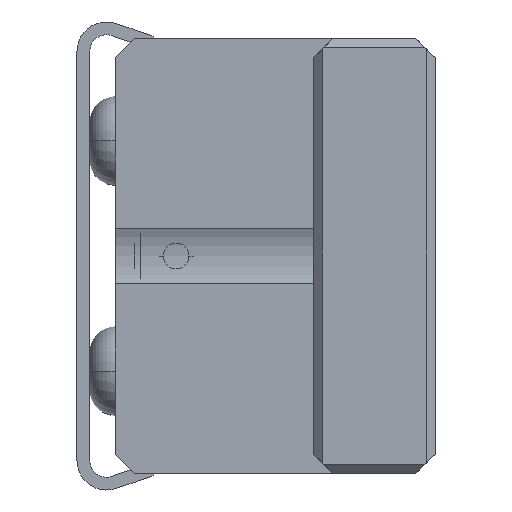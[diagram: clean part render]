
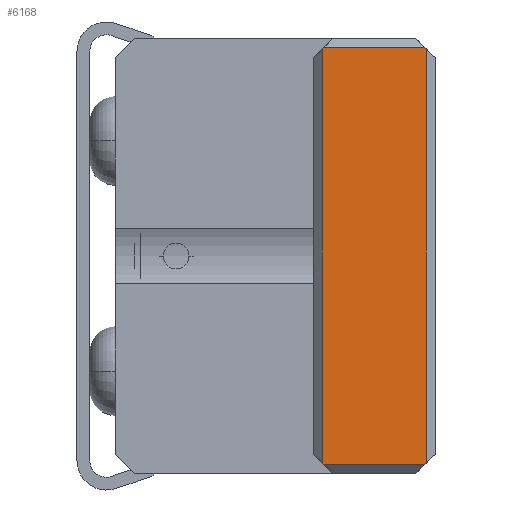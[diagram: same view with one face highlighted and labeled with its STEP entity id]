
A CAD part, left-side view. The second image highlights one B-rep face of the part: STEP entity #6168.
In plain terms, the highlighted planar face has unit normal (-1, 0, 0).
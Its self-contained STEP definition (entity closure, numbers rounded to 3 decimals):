
#65 = ORIENTED_EDGE ( 'NONE', *, *, #2561, .T. ) ;
#107 = VERTEX_POINT ( 'NONE', #2635 ) ;
#187 = VECTOR ( 'NONE', #3582, 1000. ) ;
#243 = LINE ( 'NONE', #6595, #2667 ) ;
#313 = CARTESIAN_POINT ( 'NONE',  ( 0., 8.8, -16.2 ) ) ;
#322 = DIRECTION ( 'NONE',  ( 0., -1., 0. ) ) ;
#361 = CARTESIAN_POINT ( 'NONE',  ( 0., 8.7, 16.3 ) ) ;
#379 = VECTOR ( 'NONE', #2201, 1000. ) ;
#467 = EDGE_CURVE ( 'NONE', #4220, #1388, #1504, .T. ) ;
#577 = CARTESIAN_POINT ( 'NONE',  ( 0., 8.75, 16.25 ) ) ;
#748 = EDGE_CURVE ( 'NONE', #5166, #3237, #820, .T. ) ;
#820 = LINE ( 'NONE', #5041, #5812 ) ;
#899 = LINE ( 'NONE', #2529, #3780 ) ;
#922 = LINE ( 'NONE', #1454, #3118 ) ;
#997 = EDGE_CURVE ( 'NONE', #5166, #107, #6594, .T. ) ;
#1050 = ORIENTED_EDGE ( 'NONE', *, *, #467, .T. ) ;
#1087 = ORIENTED_EDGE ( 'NONE', *, *, #2176, .F. ) ;
#1266 = DIRECTION ( 'NONE',  ( 0., 0.707, 0.707 ) ) ;
#1388 = VERTEX_POINT ( 'NONE', #3029 ) ;
#1454 = CARTESIAN_POINT ( 'NONE',  ( 0., 8.8, 0. ) ) ;
#1504 = LINE ( 'NONE', #3666, #2409 ) ;
#1637 = CARTESIAN_POINT ( 'NONE',  ( 0., 9.5, -15.5 ) ) ;
#1938 = ORIENTED_EDGE ( 'NONE', *, *, #5400, .T. ) ;
#1979 = FACE_OUTER_BOUND ( 'NONE', #4183, .T. ) ;
#2061 = CARTESIAN_POINT ( 'NONE',  ( 0., 8.7, -16.3 ) ) ;
#2130 = DIRECTION ( 'NONE',  ( 0., 0.707, 0.707 ) ) ;
#2176 = EDGE_CURVE ( 'NONE', #4337, #1388, #899, .T. ) ;
#2201 = DIRECTION ( 'NONE',  ( 0., 0.707, -0.707 ) ) ;
#2409 = VECTOR ( 'NONE', #2606, 1000. ) ;
#2511 = VERTEX_POINT ( 'NONE', #313 ) ;
#2529 = CARTESIAN_POINT ( 'NONE',  ( 0., 0.7, 0. ) ) ;
#2561 = EDGE_CURVE ( 'NONE', #107, #2511, #922, .T. ) ;
#2606 = DIRECTION ( 'NONE',  ( 0., -0.707, 0.707 ) ) ;
#2635 = CARTESIAN_POINT ( 'NONE',  ( 0., 8.8, 16.2 ) ) ;
#2667 = VECTOR ( 'NONE', #1266, 1000. ) ;
#2684 = ORIENTED_EDGE ( 'NONE', *, *, #5574, .T. ) ;
#3005 = ORIENTED_EDGE ( 'NONE', *, *, #5874, .F. ) ;
#3029 = CARTESIAN_POINT ( 'NONE',  ( 0., 0.7, -16.2 ) ) ;
#3118 = VECTOR ( 'NONE', #3613, 1000. ) ;
#3124 = LINE ( 'NONE', #4754, #187 ) ;
#3189 = LINE ( 'NONE', #1637, #6301 ) ;
#3237 = VERTEX_POINT ( 'NONE', #5880 ) ;
#3446 = CARTESIAN_POINT ( 'NONE',  ( 0., 0.7, 16.2 ) ) ;
#3582 = DIRECTION ( 'NONE',  ( 0., -1., 0. ) ) ;
#3613 = DIRECTION ( 'NONE',  ( 0., 0., -1. ) ) ;
#3666 = CARTESIAN_POINT ( 'NONE',  ( 0., 0.75, -16.25 ) ) ;
#3780 = VECTOR ( 'NONE', #5793, 1000. ) ;
#4139 = CARTESIAN_POINT ( 'NONE',  ( 0., 8.8, 16.3 ) ) ;
#4174 = ORIENTED_EDGE ( 'NONE', *, *, #997, .T. ) ;
#4183 = EDGE_LOOP ( 'NONE', ( #3005, #2684, #1050, #1087, #1938, #5723, #4174, #65 ) ) ;
#4220 = VERTEX_POINT ( 'NONE', #6083 ) ;
#4337 = VERTEX_POINT ( 'NONE', #3446 ) ;
#4562 = DIRECTION ( 'NONE',  ( 0., -1., 0. ) ) ;
#4677 = PLANE ( 'NONE',  #6178 ) ;
#4754 = CARTESIAN_POINT ( 'NONE',  ( 0., 4.75, -16.3 ) ) ;
#5041 = CARTESIAN_POINT ( 'NONE',  ( 0., 4.75, 16.3 ) ) ;
#5166 = VERTEX_POINT ( 'NONE', #361 ) ;
#5400 = EDGE_CURVE ( 'NONE', #4337, #3237, #243, .T. ) ;
#5574 = EDGE_CURVE ( 'NONE', #6696, #4220, #3124, .T. ) ;
#5723 = ORIENTED_EDGE ( 'NONE', *, *, #748, .F. ) ;
#5793 = DIRECTION ( 'NONE',  ( 0., 0., -1. ) ) ;
#5812 = VECTOR ( 'NONE', #322, 1000. ) ;
#5874 = EDGE_CURVE ( 'NONE', #6696, #2511, #3189, .T. ) ;
#5880 = CARTESIAN_POINT ( 'NONE',  ( 0., 0.8, 16.3 ) ) ;
#6083 = CARTESIAN_POINT ( 'NONE',  ( 0., 0.8, -16.3 ) ) ;
#6168 = ADVANCED_FACE ( 'NONE', ( #1979 ), #4677, .F. ) ;
#6178 = AXIS2_PLACEMENT_3D ( 'NONE', #4139, #6233, #4562 ) ;
#6233 = DIRECTION ( 'NONE',  ( 1., 0., 0. ) ) ;
#6301 = VECTOR ( 'NONE', #2130, 1000. ) ;
#6594 = LINE ( 'NONE', #577, #379 ) ;
#6595 = CARTESIAN_POINT ( 'NONE',  ( 0., 0.75, 16.25 ) ) ;
#6696 = VERTEX_POINT ( 'NONE', #2061 ) ;
